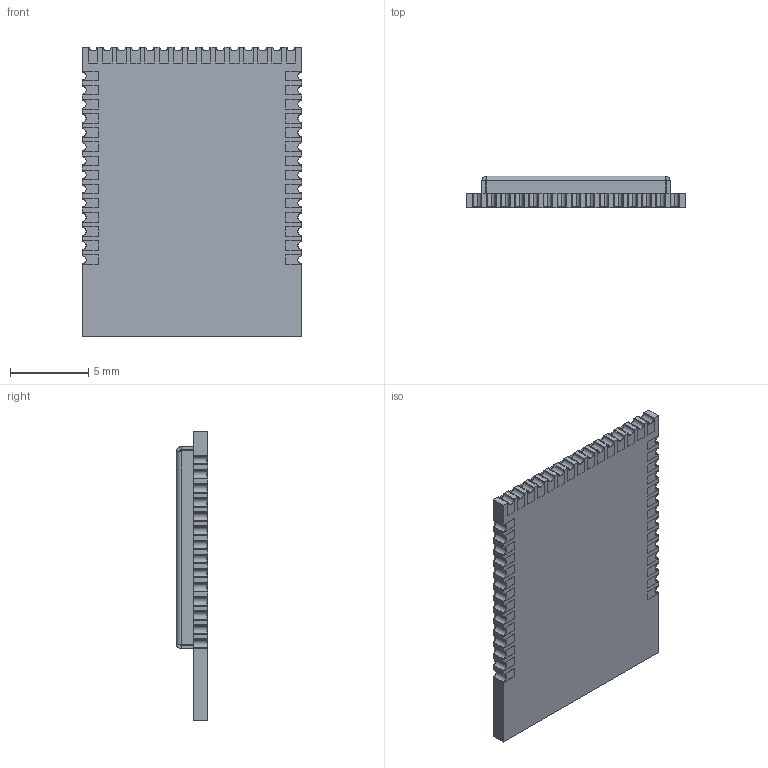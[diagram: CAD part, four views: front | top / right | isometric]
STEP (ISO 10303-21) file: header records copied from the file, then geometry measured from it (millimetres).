
FILE_DESCRIPTION(('FreeCAD Model'),'2;1');
FILE_NAME('Open CASCADE Shape Model','2022-03-06T12:09:30',('Author'),( ''),'Open CASCADE STEP processor 7.5','FreeCAD','Unknown');
FILE_SCHEMA(('AUTOMOTIVE_DESIGN { 1 0 10303 214 1 1 1 1 }'));
Length unit declared in the file: millimetre
Products named in the file (47): CYBLE-416045-048; CYBLE-416045-02; CYBLE-416045-003; CYBLE-416045-004; CYBLE-416045-005; CYBLE-416045-006; CYBLE-416045-007; CYBLE-416045-008; CYBLE-416045-009; CYBLE-416045-010; CYBLE-416045-011; CYBLE-416045-012; CYBLE-416045-013; CYBLE-416045-014; CYBLE-416045-015; CYBLE-416045-016; CYBLE-416045-017; CYBLE-416045-018; CYBLE-416045-019; CYBLE-416045-020; CYBLE-416045-021; CYBLE-416045-022; CYBLE-416045-023; CYBLE-416045-024; CYBLE-416045-025; CYBLE-416045-026; CYBLE-416045-027; CYBLE-416045-028; CYBLE-416045-029; CYBLE-416045-030; CYBLE-416045-031; CYBLE-416045-032; CYBLE-416045-033; CYBLE-416045-034; CYBLE-416045-035; CYBLE-416045-036; CYBLE-416045-037; CYBLE-416045-038; CYBLE-416045-039; CYBLE-416045-040 ...
Assembly tree (46 placements, depth 2):
  CYBLE-416045-048
    CYBLE-416045-02
    CYBLE-416045-003
    CYBLE-416045-004
    CYBLE-416045-005
    CYBLE-416045-006
    CYBLE-416045-007
    CYBLE-416045-008
    CYBLE-416045-009
    CYBLE-416045-010
    CYBLE-416045-011
    CYBLE-416045-012
    CYBLE-416045-013
    CYBLE-416045-014
    CYBLE-416045-015
    CYBLE-416045-016
    CYBLE-416045-017
    CYBLE-416045-018
    CYBLE-416045-019
    CYBLE-416045-020
    CYBLE-416045-021
    CYBLE-416045-022
    CYBLE-416045-023
    CYBLE-416045-024
    CYBLE-416045-025
    CYBLE-416045-026
    CYBLE-416045-027
    CYBLE-416045-028
    CYBLE-416045-029
    CYBLE-416045-030
    CYBLE-416045-031
    CYBLE-416045-032
    CYBLE-416045-033
    CYBLE-416045-034
    CYBLE-416045-035
    CYBLE-416045-036
    CYBLE-416045-037
    CYBLE-416045-038
    CYBLE-416045-039
    CYBLE-416045-040
    CYBLE-416045-041
    CYBLE-416045-042
    CYBLE-416045-043
    CYBLE-416045-044
    CYBLE-416045-045
    CYBLE-416045-046
    CYBLE-416045-047
Bounding box: 14 x 2 x 18.5 mm (x, y, z)
Volume: 267 mm3; surface area: 1162.3 mm2
Topology: 46 solids, 46 shells, 885 faces, 2172 edges, 1380 vertices
Faces by surface type: plane 710, cylinder 167, bspline 8
Entity records: 29412 total; most frequent: CARTESIAN_POINT 4828, ORIENTED_EDGE 4344, DIRECTION 4322, EDGE_CURVE 2172, LINE 1838, VECTOR 1838, VERTEX_POINT 1380, AXIS2_PLACEMENT_3D 1242
